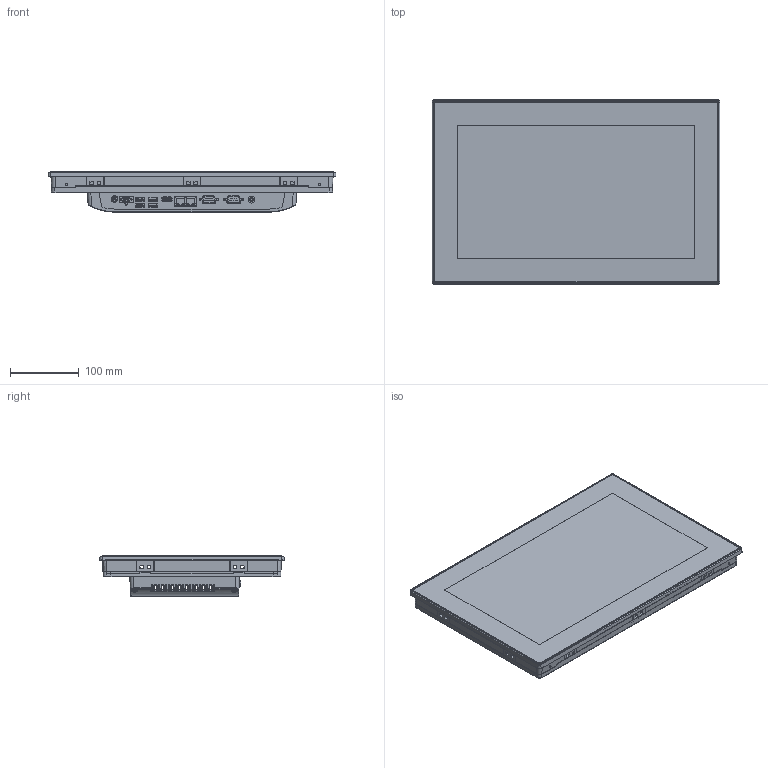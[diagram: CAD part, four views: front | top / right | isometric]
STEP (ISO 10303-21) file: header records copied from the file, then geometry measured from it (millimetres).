
FILE_DESCRIPTION (( 'STEP AP214' ), '1' );
FILE_NAME ('0-ASSM For PPC-3150SW.STEP', '2019-05-15T02:52:17', ( 'admin' ), ( '' ), 'SwSTEP 2.0', 'SolidWorks 2016', '' );
FILE_SCHEMA (( 'AUTOMOTIVE_DESIGN' ));
Length unit declared in the file: millimetre
Products named in the file (11): 0-ASSM For PPC-3150SW; PPC-4150W-touch_蕼偞; Front bezel for PPC-4150W-1_蕼偞; Middle cover for PPC-3150SW_蕼偞; EAMB-7702 -0321_蕼偞; Line OUT_蕼偞; 1654011262-01; IO bracket AL for PPC-3180SW_蕼偞; mb cover for PPC-3180SW -18.02.08_蕼偞; 1-ASSM MB COVER PPC-3180SW NEW_蕼偞; Switch Button 02_asm_蕼偞
Assembly tree (10 placements, depth 3):
  0-ASSM For PPC-3150SW
    PPC-4150W-touch_蕼偞
    Front bezel for PPC-4150W-1_蕼偞
    Middle cover for PPC-3150SW_蕼偞
    1-ASSM MB COVER PPC-3180SW NEW_蕼偞
      EAMB-7702 -0321_蕼偞
      Line OUT_蕼偞
      1654011262-01
      IO bracket AL for PPC-3180SW_蕼偞
      mb cover for PPC-3180SW -18.02.08_蕼偞
    Switch Button 02_asm_蕼偞
Bounding box: 419.7 x 269 x 58.6 mm (x, y, z)
Volume: 559272.7 mm3; surface area: 622531.5 mm2
Topology: 20 solids, 31 shells, 5648 faces, 15463 edges, 9962 vertices
Faces by surface type: plane 3649, cylinder 1428, bspline 338, cone 103, sphere 76, torus 54
Entity records: 231559 total; most frequent: CARTESIAN_POINT 46971, ORIENTED_EDGE 30764, DIRECTION 26996, EDGE_CURVE 15459, VECTOR 11324, LINE 11324, VERTEX_POINT 9962, AXIS2_PLACEMENT_3D 7836
